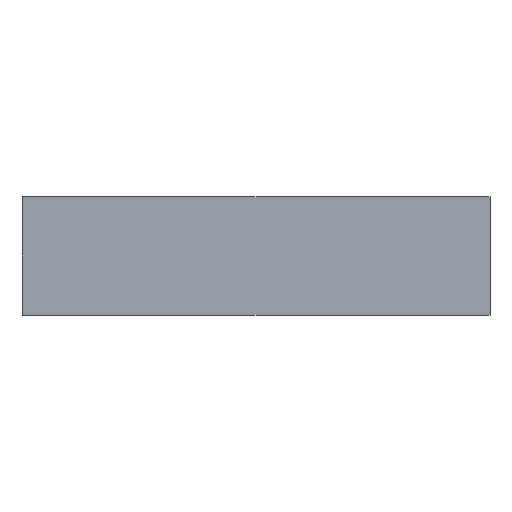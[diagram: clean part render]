
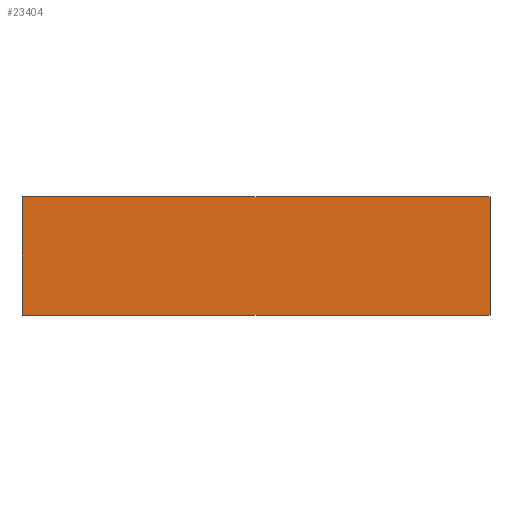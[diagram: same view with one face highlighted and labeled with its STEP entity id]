
A CAD part, front view. The second image highlights one B-rep face of the part: STEP entity #23404.
In plain terms, the highlighted planar face has unit normal (0, -1, 0).
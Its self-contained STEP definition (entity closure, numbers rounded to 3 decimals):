
#1576 = DIRECTION ( 'NONE',  ( 0., -1., 0. ) ) ;
#1717 = VECTOR ( 'NONE', #4399, 1000. ) ;
#2340 = VECTOR ( 'NONE', #31872, 1000. ) ;
#4399 = DIRECTION ( 'NONE',  ( 1., 0., 0. ) ) ;
#7236 = VERTEX_POINT ( 'NONE', #25685 ) ;
#7273 = VERTEX_POINT ( 'NONE', #9859 ) ;
#7282 = CARTESIAN_POINT ( 'NONE',  ( -257., -10., 65. ) ) ;
#8088 = EDGE_CURVE ( 'NONE', #7236, #7273, #9083, .T. ) ;
#8341 = CARTESIAN_POINT ( 'NONE',  ( 257., -10., 65. ) ) ;
#9083 = LINE ( 'NONE', #34188, #33674 ) ;
#9859 = CARTESIAN_POINT ( 'NONE',  ( -257., -10., 65. ) ) ;
#9991 = FACE_OUTER_BOUND ( 'NONE', #28005, .T. ) ;
#11041 = LINE ( 'NONE', #8341, #20154 ) ;
#11783 = DIRECTION ( 'NONE',  ( -1., 0., 0. ) ) ;
#12845 = LINE ( 'NONE', #7282, #2340 ) ;
#15208 = PLANE ( 'NONE',  #29054 ) ;
#15365 = VERTEX_POINT ( 'NONE', #30124 ) ;
#16824 = EDGE_CURVE ( 'NONE', #7273, #15365, #12845, .T. ) ;
#17263 = ORIENTED_EDGE ( 'NONE', *, *, #33354, .T. ) ;
#18686 = ORIENTED_EDGE ( 'NONE', *, *, #26689, .T. ) ;
#19304 = DIRECTION ( 'NONE',  ( 0., 0., 1. ) ) ;
#20154 = VECTOR ( 'NONE', #19304, 1000. ) ;
#23404 = ADVANCED_FACE ( 'NONE', ( #9991 ), #15208, .T. ) ;
#25685 = CARTESIAN_POINT ( 'NONE',  ( 257., -10., 65. ) ) ;
#25711 = ORIENTED_EDGE ( 'NONE', *, *, #8088, .T. ) ;
#26345 = DIRECTION ( 'NONE',  ( 0., 0., -1. ) ) ;
#26689 = EDGE_CURVE ( 'NONE', #30396, #7236, #11041, .T. ) ;
#28005 = EDGE_LOOP ( 'NONE', ( #31397, #17263, #18686, #25711 ) ) ;
#28524 = CARTESIAN_POINT ( 'NONE',  ( 0., -10., 0. ) ) ;
#29000 = CARTESIAN_POINT ( 'NONE',  ( -257., -10., -65. ) ) ;
#29054 = AXIS2_PLACEMENT_3D ( 'NONE', #28524, #1576, #26345 ) ;
#30124 = CARTESIAN_POINT ( 'NONE',  ( -257., -10., -65. ) ) ;
#30396 = VERTEX_POINT ( 'NONE', #34092 ) ;
#31397 = ORIENTED_EDGE ( 'NONE', *, *, #16824, .T. ) ;
#31872 = DIRECTION ( 'NONE',  ( 0., 0., -1. ) ) ;
#32037 = LINE ( 'NONE', #29000, #1717 ) ;
#33354 = EDGE_CURVE ( 'NONE', #15365, #30396, #32037, .T. ) ;
#33674 = VECTOR ( 'NONE', #11783, 1000. ) ;
#34092 = CARTESIAN_POINT ( 'NONE',  ( 257., -10., -65. ) ) ;
#34188 = CARTESIAN_POINT ( 'NONE',  ( -257., -10., 65. ) ) ;
